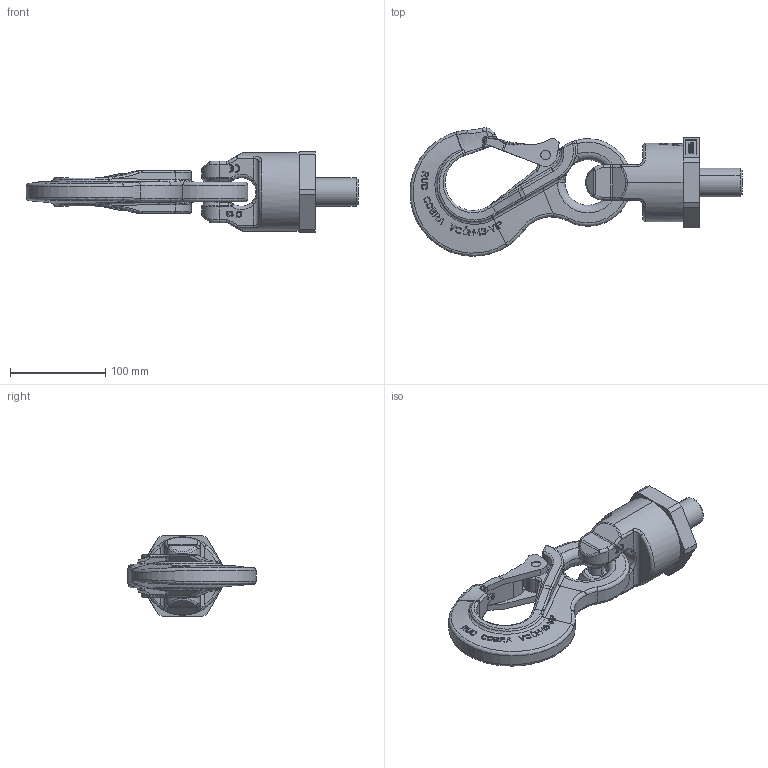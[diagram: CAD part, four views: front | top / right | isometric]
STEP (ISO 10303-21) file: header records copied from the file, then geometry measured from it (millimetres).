
FILE_DESCRIPTION((''),'2;1');
FILE_NAME('001-M31395-P-20_ASM','2019-09-11T',('anja.joas'),(''),'PRO/ENGINEER BY PARAMETRIC TECHNOLOGY CORPORATION, 2011490','PRO/ENGINEER BY PARAMETRIC TECHNOLOGY CORPORATION, 2011490','');
FILE_SCHEMA(('CONFIG_CONTROL_DESIGN'));
Length unit declared in the file: millimetre
Products named in the file (6): 001-M31395-P-20_AF0; 001-M31395-P-40; 001-M31479-P-01; 001-M31480-001; 001-M31479-P-01_ASM; 001-M31395-P-20_ASM
Assembly tree (5 placements, depth 3):
  001-M31395-P-20_ASM
    001-M31395-P-20_AF0
    001-M31395-P-40
    001-M31479-P-01_ASM
      001-M31479-P-01
      001-M31480-001
Bounding box: 349 x 134.95 x 85 mm (x, y, z)
Volume: 847579.4 mm3; surface area: 119998.4 mm2
Topology: 4 solids, 4 shells, 1640 faces, 4447 edges, 2858 vertices
Faces by surface type: plane 1171, bspline 227, cylinder 146, torus 48, sphere 46, cone 2
Entity records: 68541 total; most frequent: CARTESIAN_POINT 30742, ORIENTED_EDGE 8838, DIRECTION 6290, EDGE_CURVE 4419, VERTEX_POINT 2858, VECTOR 2330, LINE 2330, AXIS2_PLACEMENT_3D 1980
